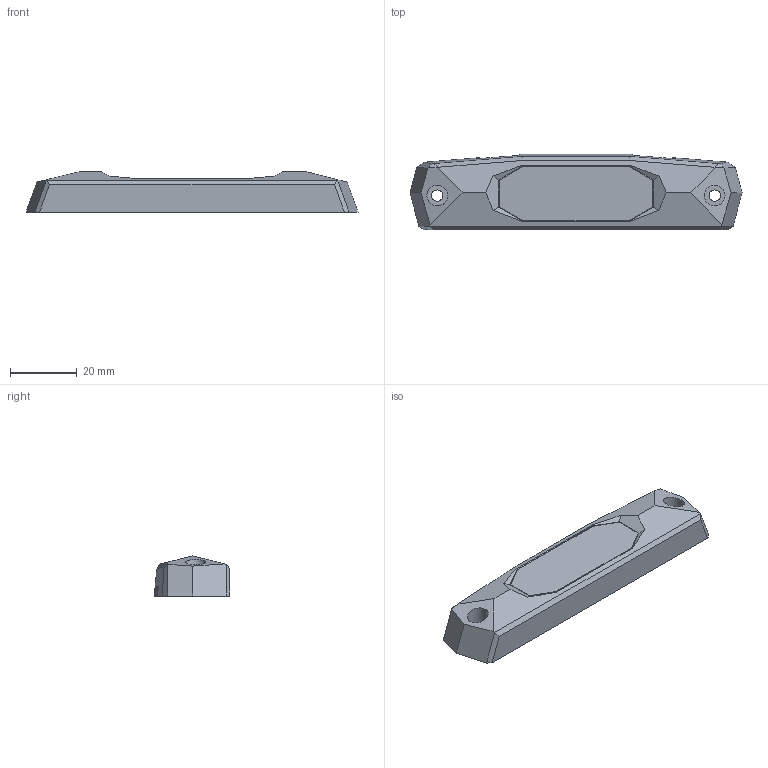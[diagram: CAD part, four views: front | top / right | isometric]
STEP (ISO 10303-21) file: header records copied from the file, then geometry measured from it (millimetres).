
FILE_DESCRIPTION(/* description */ (''),/* implementation_level */ '2;1');
FILE_NAME(/* name */ 'Rainbow_Serial_Bumper.step',/* time_stamp */ '2023-11-20T21:02:14-05:00',/* author */ (''),/* organization */ (''),/* preprocessor_version */ 'ST-DEVELOPER v20',/* originating_system */ 'Autodesk Translation Framework v12.14.0.127',/* authorisation */ '');
FILE_SCHEMA (('AUTOMOTIVE_DESIGN { 1 0 10303 214 3 1 1 }'));
Length unit declared in the file: millimetre
Products named in the file (5): (Unsaved); [a]_main_body; serial_insert; insert_collar; back_plate
Assembly tree (4 placements, depth 2):
  (Unsaved)
    [a]_main_body
    serial_insert
    insert_collar
    back_plate
Bounding box: 99.29 x 22.58 x 12 mm (x, y, z)
Volume: 20517.8 mm3; surface area: 18162.3 mm2
Topology: 7 solids, 8 shells, 303 faces, 815 edges, 536 vertices
Faces by surface type: plane 276, cylinder 20, bspline 7
Full cylindrical faces by diameter (mm): 3.4 x2, 6.2 x2
Entity records: 11626 total; most frequent: CARTESIAN_POINT 3875, ORIENTED_EDGE 1630, DIRECTION 1421, EDGE_CURVE 815, LINE 743, VECTOR 743, VERTEX_POINT 536, AXIS2_PLACEMENT_3D 339
